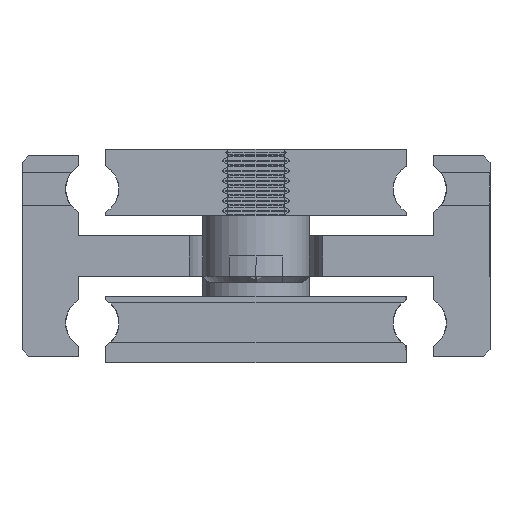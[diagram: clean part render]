
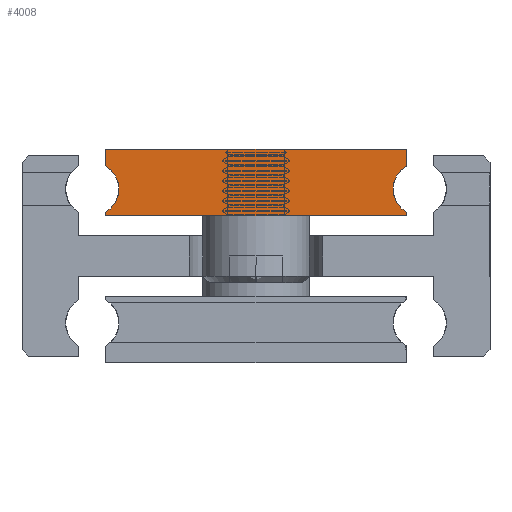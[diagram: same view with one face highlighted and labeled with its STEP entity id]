
A CAD part, front view. The second image highlights one B-rep face of the part: STEP entity #4008.
In plain terms, the highlighted planar face has unit normal (0, -1, 0).
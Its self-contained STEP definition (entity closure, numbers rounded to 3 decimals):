
#2230=CARTESIAN_POINT('',(-20.5,-975.0,0.5));
#2231=VERTEX_POINT('',#2230);
#2240=CARTESIAN_POINT('',(-22.5,-975.0,3.964));
#2241=VERTEX_POINT('',#2240);
#2242=CARTESIAN_POINT('',(-24.5,-975.0,0.5));
#2243=DIRECTION('',(0.0,1.0,0.0));
#2244=DIRECTION('',(1.0,0.0,0.0));
#2245=AXIS2_PLACEMENT_3D('',#2242,#2243,#2244);
#2246=CIRCLE('',#2245,4.0);
#2247=EDGE_CURVE('',#2241,#2231,#2246,.T.);
#2379=CARTESIAN_POINT('',(22.5,-975.0,3.964));
#2380=VERTEX_POINT('',#2379);
#2387=CARTESIAN_POINT('',(20.5,-975.0,0.5));
#2388=VERTEX_POINT('',#2387);
#2389=CARTESIAN_POINT('',(24.5,-975.0,0.5));
#2390=DIRECTION('',(0.0,1.0,0.0));
#2391=DIRECTION('',(1.0,0.0,0.0));
#2392=AXIS2_PLACEMENT_3D('',#2389,#2390,#2391);
#2393=CIRCLE('',#2392,4.0);
#2394=EDGE_CURVE('',#2388,#2380,#2393,.T.);
#3320=CARTESIAN_POINT('',(22.5,-975.0,6.5));
#3321=VERTEX_POINT('',#3320);
#3328=CARTESIAN_POINT('',(22.5,-975.0,6.5));
#3329=DIRECTION('',(0.0,0.0,-1.0));
#3330=VECTOR('',#3329,2.536);
#3331=LINE('',#3328,#3330);
#3332=EDGE_CURVE('',#3321,#2380,#3331,.T.);
#3344=CARTESIAN_POINT('',(22.5,-975.0,-2.964));
#3345=VERTEX_POINT('',#3344);
#3352=CARTESIAN_POINT('',(22.5,-975.0,-3.5));
#3353=VERTEX_POINT('',#3352);
#3354=CARTESIAN_POINT('',(22.5,-975.0,-2.964));
#3355=DIRECTION('',(0.0,0.0,-1.0));
#3356=VECTOR('',#3355,0.536);
#3357=LINE('',#3354,#3356);
#3358=EDGE_CURVE('',#3345,#3353,#3357,.T.);
#3666=CARTESIAN_POINT('',(24.5,-975.0,0.5));
#3667=DIRECTION('',(0.0,1.0,0.0));
#3668=DIRECTION('',(1.0,0.0,0.0));
#3669=AXIS2_PLACEMENT_3D('',#3666,#3667,#3668);
#3670=CIRCLE('',#3669,4.0);
#3671=EDGE_CURVE('',#3345,#2388,#3670,.T.);
#3713=CARTESIAN_POINT('',(-22.5,-975.0,-2.964));
#3714=VERTEX_POINT('',#3713);
#3721=CARTESIAN_POINT('',(-24.5,-975.0,0.5));
#3722=DIRECTION('',(0.0,1.0,0.0));
#3723=DIRECTION('',(1.0,0.0,0.0));
#3724=AXIS2_PLACEMENT_3D('',#3721,#3722,#3723);
#3725=CIRCLE('',#3724,4.0);
#3726=EDGE_CURVE('',#2231,#3714,#3725,.T.);
#3804=CARTESIAN_POINT('',(-22.5,-975.0,-3.5));
#3805=VERTEX_POINT('',#3804);
#3812=CARTESIAN_POINT('',(-22.5,-975.0,-3.5));
#3813=DIRECTION('',(0.0,0.0,1.0));
#3814=VECTOR('',#3813,0.536);
#3815=LINE('',#3812,#3814);
#3816=EDGE_CURVE('',#3805,#3714,#3815,.T.);
#3827=CARTESIAN_POINT('',(-22.5,-975.0,6.5));
#3828=VERTEX_POINT('',#3827);
#3829=CARTESIAN_POINT('',(-22.5,-975.0,3.964));
#3830=DIRECTION('',(0.0,0.0,1.0));
#3831=VECTOR('',#3830,2.536);
#3832=LINE('',#3829,#3831);
#3833=EDGE_CURVE('',#2241,#3828,#3832,.T.);
#3860=CARTESIAN_POINT('',(22.5,-975.0,-3.5));
#3861=DIRECTION('',(-1.0,0.0,0.0));
#3862=VECTOR('',#3861,45.0);
#3863=LINE('',#3860,#3862);
#3864=EDGE_CURVE('',#3353,#3805,#3863,.T.);
#3929=CARTESIAN_POINT('',(-22.5,-975.0,6.5));
#3930=DIRECTION('',(1.0,0.0,0.0));
#3931=VECTOR('',#3930,45.);
#3932=LINE('',#3929,#3931);
#3933=EDGE_CURVE('',#3828,#3321,#3932,.T.);
#3991=CARTESIAN_POINT('',(0.,-975.0,1.5));
#3992=DIRECTION('',(0.0,1.0,0.0));
#3993=DIRECTION('',(0.0,0.0,1.0));
#3994=AXIS2_PLACEMENT_3D('',#3991,#3992,#3993);
#3995=PLANE('',#3994);
#3996=ORIENTED_EDGE('',*,*,#3671,.T.);
#3997=ORIENTED_EDGE('',*,*,#2394,.T.);
#3998=ORIENTED_EDGE('',*,*,#3332,.F.);
#3999=ORIENTED_EDGE('',*,*,#3933,.F.);
#4000=ORIENTED_EDGE('',*,*,#3833,.F.);
#4001=ORIENTED_EDGE('',*,*,#2247,.T.);
#4002=ORIENTED_EDGE('',*,*,#3726,.T.);
#4003=ORIENTED_EDGE('',*,*,#3816,.F.);
#4004=ORIENTED_EDGE('',*,*,#3864,.F.);
#4005=ORIENTED_EDGE('',*,*,#3358,.F.);
#4006=EDGE_LOOP('',(#3996,#3997,#3998,#3999,#4000,#4001,#4002,#4003,#4004,#4005));
#4007=FACE_OUTER_BOUND('',#4006,.T.);
#4008=ADVANCED_FACE('',(#4007),#3995,.F.);
